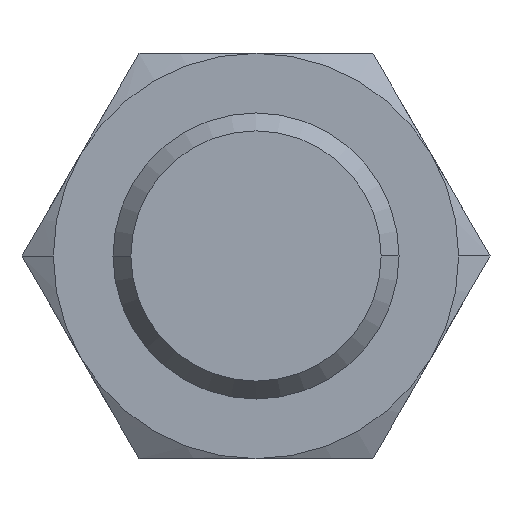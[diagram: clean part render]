
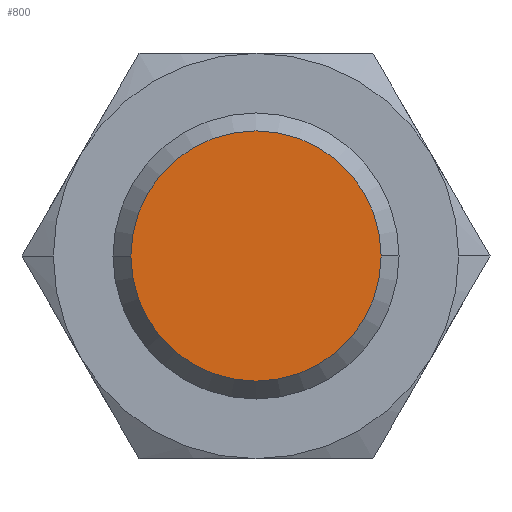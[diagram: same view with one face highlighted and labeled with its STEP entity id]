
A CAD part, front view. The second image highlights one B-rep face of the part: STEP entity #800.
In plain terms, the highlighted planar face has unit normal (0, -1, 0).
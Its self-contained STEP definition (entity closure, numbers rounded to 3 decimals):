
#477 = CONICAL_SURFACE('',#478,5.625,0.644);
#478 = AXIS2_PLACEMENT_3D('',#479,#480,#481);
#479 = CARTESIAN_POINT('',(0.,-59.5,0.));
#480 = DIRECTION('',(0.,1.,0.));
#481 = DIRECTION('',(-1.,0.,0.));
#512 = VERTEX_POINT('',#513);
#513 = CARTESIAN_POINT('',(-5.25,-60.,0.));
#526 = CONICAL_SURFACE('',#527,5.625,0.644);
#527 = AXIS2_PLACEMENT_3D('',#528,#529,#530);
#528 = CARTESIAN_POINT('',(0.,-59.5,0.));
#529 = DIRECTION('',(0.,1.,0.));
#530 = DIRECTION('',(-1.,0.,0.));
#537 = EDGE_CURVE('',#512,#538,#540,.T.);
#538 = VERTEX_POINT('',#539);
#539 = CARTESIAN_POINT('',(5.25,-60.,0.));
#540 = SURFACE_CURVE('',#541,(#546,#552),.PCURVE_S1.);
#541 = CIRCLE('',#542,5.25);
#542 = AXIS2_PLACEMENT_3D('',#543,#544,#545);
#543 = CARTESIAN_POINT('',(0.,-60.,0.));
#544 = DIRECTION('',(0.,1.,-0.));
#545 = DIRECTION('',(-1.,0.,0.));
#546 = PCURVE('',#477,#547);
#547 = DEFINITIONAL_REPRESENTATION('',(#548),#551);
#548 = B_SPLINE_CURVE_WITH_KNOTS('',1,(#549,#550),.UNSPECIFIED.,.F.,.F.,
  (2,2),(0.,3.142),.PIECEWISE_BEZIER_KNOTS.);
#549 = CARTESIAN_POINT('',(0.,-0.5));
#550 = CARTESIAN_POINT('',(3.142,-0.5));
#551 = ( GEOMETRIC_REPRESENTATION_CONTEXT(2) 
PARAMETRIC_REPRESENTATION_CONTEXT() REPRESENTATION_CONTEXT('2D SPACE',''
  ) );
#552 = PCURVE('',#553,#558);
#553 = PLANE('',#554);
#554 = AXIS2_PLACEMENT_3D('',#555,#556,#557);
#555 = CARTESIAN_POINT('',(-2.625,-60.,0.));
#556 = DIRECTION('',(0.,-1.,0.));
#557 = DIRECTION('',(1.,0.,0.));
#558 = DEFINITIONAL_REPRESENTATION('',(#559),#567);
#559 = ( BOUNDED_CURVE() B_SPLINE_CURVE(2,(#560,#561,#562,#563,#564,#565
,#566),.UNSPECIFIED.,.T.,.F.) B_SPLINE_CURVE_WITH_KNOTS((1,2,2,2,2,1),(
    -2.094,0.,2.094,4.189,6.283,
8.378),.UNSPECIFIED.) CURVE() GEOMETRIC_REPRESENTATION_ITEM() 
RATIONAL_B_SPLINE_CURVE((1.,0.5,1.,0.5,1.,0.5,1.)) REPRESENTATION_ITEM(
  '') );
#560 = CARTESIAN_POINT('',(-2.625,0.));
#561 = CARTESIAN_POINT('',(-2.625,9.093));
#562 = CARTESIAN_POINT('',(5.25,4.547));
#563 = CARTESIAN_POINT('',(13.125,0.));
#564 = CARTESIAN_POINT('',(5.25,-4.547));
#565 = CARTESIAN_POINT('',(-2.625,-9.093));
#566 = CARTESIAN_POINT('',(-2.625,0.));
#567 = ( GEOMETRIC_REPRESENTATION_CONTEXT(2) 
PARAMETRIC_REPRESENTATION_CONTEXT() REPRESENTATION_CONTEXT('2D SPACE',''
  ) );
#614 = EDGE_CURVE('',#538,#512,#615,.T.);
#615 = SURFACE_CURVE('',#616,(#621,#627),.PCURVE_S1.);
#616 = CIRCLE('',#617,5.25);
#617 = AXIS2_PLACEMENT_3D('',#618,#619,#620);
#618 = CARTESIAN_POINT('',(0.,-60.,0.));
#619 = DIRECTION('',(0.,1.,-0.));
#620 = DIRECTION('',(-1.,0.,0.));
#621 = PCURVE('',#526,#622);
#622 = DEFINITIONAL_REPRESENTATION('',(#623),#626);
#623 = B_SPLINE_CURVE_WITH_KNOTS('',1,(#624,#625),.UNSPECIFIED.,.F.,.F.,
  (2,2),(3.142,6.283),.PIECEWISE_BEZIER_KNOTS.);
#624 = CARTESIAN_POINT('',(3.142,-0.5));
#625 = CARTESIAN_POINT('',(6.283,-0.5));
#626 = ( GEOMETRIC_REPRESENTATION_CONTEXT(2) 
PARAMETRIC_REPRESENTATION_CONTEXT() REPRESENTATION_CONTEXT('2D SPACE',''
  ) );
#627 = PCURVE('',#553,#628);
#628 = DEFINITIONAL_REPRESENTATION('',(#629),#637);
#629 = ( BOUNDED_CURVE() B_SPLINE_CURVE(2,(#630,#631,#632,#633,#634,#635
,#636),.UNSPECIFIED.,.T.,.F.) B_SPLINE_CURVE_WITH_KNOTS((1,2,2,2,2,1),(
    -2.094,0.,2.094,4.189,6.283,
8.378),.UNSPECIFIED.) CURVE() GEOMETRIC_REPRESENTATION_ITEM() 
RATIONAL_B_SPLINE_CURVE((1.,0.5,1.,0.5,1.,0.5,1.)) REPRESENTATION_ITEM(
  '') );
#630 = CARTESIAN_POINT('',(-2.625,0.));
#631 = CARTESIAN_POINT('',(-2.625,9.093));
#632 = CARTESIAN_POINT('',(5.25,4.547));
#633 = CARTESIAN_POINT('',(13.125,0.));
#634 = CARTESIAN_POINT('',(5.25,-4.547));
#635 = CARTESIAN_POINT('',(-2.625,-9.093));
#636 = CARTESIAN_POINT('',(-2.625,0.));
#637 = ( GEOMETRIC_REPRESENTATION_CONTEXT(2) 
PARAMETRIC_REPRESENTATION_CONTEXT() REPRESENTATION_CONTEXT('2D SPACE',''
  ) );
#800 = ADVANCED_FACE('',(#801),#553,.T.);
#801 = FACE_BOUND('',#802,.T.);
#802 = EDGE_LOOP('',(#803,#804));
#803 = ORIENTED_EDGE('',*,*,#537,.F.);
#804 = ORIENTED_EDGE('',*,*,#614,.F.);
